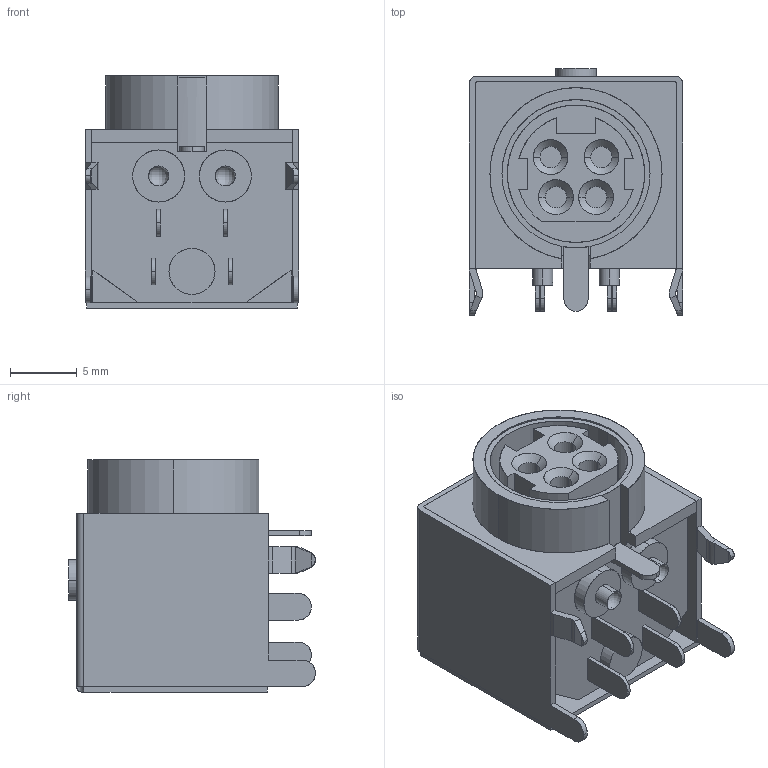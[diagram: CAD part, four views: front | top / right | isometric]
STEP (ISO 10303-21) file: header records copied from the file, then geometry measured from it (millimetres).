
FILE_DESCRIPTION(('eMachineShop Model'),'2;1');
FILE_NAME('KPJXHT-4S-S_A_1694625693.214.step', '2023-01-22T13:52:52',('eMachineShop'),('eMachineShop'), 'eMachineShop','eMachineShop','Unknown');
FILE_SCHEMA(('AUTOMOTIVE_DESIGN { 1 0 10303 214 1 1 1 1 }'));
Length unit declared in the file: millimetre
Products named in the file (182): eMachineShop; eMachineShop.1; eMachineShop.2; eMachineShop.3; eMachineShop.4; eMachineShop.5; eMachineShop.6; eMachineShop.7; eMachineShop.8; eMachineShop.9; eMachineShop.10; eMachineShop.11; eMachineShop.12; eMachineShop.13; eMachineShop.14; eMachineShop.15; eMachineShop.16; eMachineShop.17; eMachineShop.18; eMachineShop.19; eMachineShop.20; eMachineShop.21; eMachineShop.22; eMachineShop.23; eMachineShop.24; eMachineShop.25; eMachineShop.26; eMachineShop.27; eMachineShop.28; eMachineShop.29; eMachineShop.30; eMachineShop.31; eMachineShop.32; eMachineShop.33; eMachineShop.34; eMachineShop.35; eMachineShop.36; eMachineShop.37; eMachineShop.38; eMachineShop.39 ...
Assembly tree (181 placements, depth 2):
  eMachineShop
    eMachineShop.1
    eMachineShop.2
    eMachineShop.3
    eMachineShop.4
    eMachineShop.5
    eMachineShop.6
    eMachineShop.7
    eMachineShop.8
    eMachineShop.9
    eMachineShop.10
    eMachineShop.11
    eMachineShop.12
    eMachineShop.13
    eMachineShop.14
    eMachineShop.15
    eMachineShop.16
    eMachineShop.17
    eMachineShop.18
    eMachineShop.19
    eMachineShop.20
    eMachineShop.21
    eMachineShop.22
    eMachineShop.23
    eMachineShop.24
    eMachineShop.25
    eMachineShop.26
    eMachineShop.27
    eMachineShop.28
    eMachineShop.29
    eMachineShop.30
    eMachineShop.31
    eMachineShop.32
    eMachineShop.33
    eMachineShop.34
    eMachineShop.35
    eMachineShop.36
    eMachineShop.37
    eMachineShop.38
    eMachineShop.39
    eMachineShop.40
    eMachineShop.41
    eMachineShop.42
    eMachineShop.43
    eMachineShop.44
    eMachineShop.45
    eMachineShop.46
    eMachineShop.47
    eMachineShop.48
    eMachineShop.49
    eMachineShop.50
    eMachineShop.51
    eMachineShop.52
    eMachineShop.53
    eMachineShop.54
    eMachineShop.55
    eMachineShop.56
    eMachineShop.57
    eMachineShop.58
    eMachineShop.59
Bounding box: 16 x 18.5 x 17.4 mm (x, y, z)
Surface area: 2539.2 mm2 (no closed solid volume)
Topology: 0 solids, 181 shells, 181 faces, 1852 edges, 1848 vertices
Faces by surface type: bspline 98, revolution 83
Entity records: 32627 total; most frequent: CARTESIAN_POINT 11568, B_SPLINE_CURVE_WITH_KNOTS 2912, VERTEX_POINT 1850, ORIENTED_EDGE 1848, EDGE_CURVE 1848, SURFACE_CURVE 1848, PCURVE 1848, DEFINITIONAL_REPRESENTATION 1848
